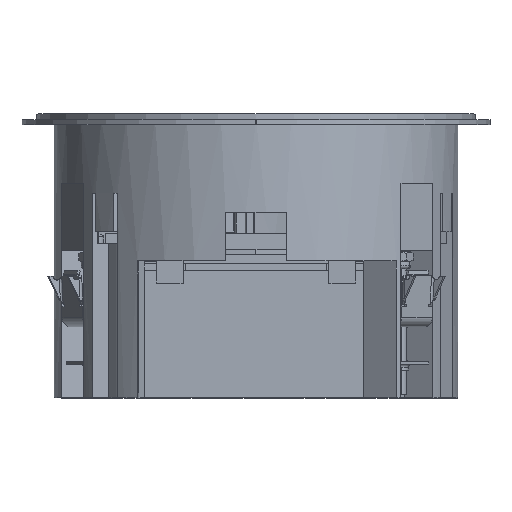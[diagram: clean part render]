
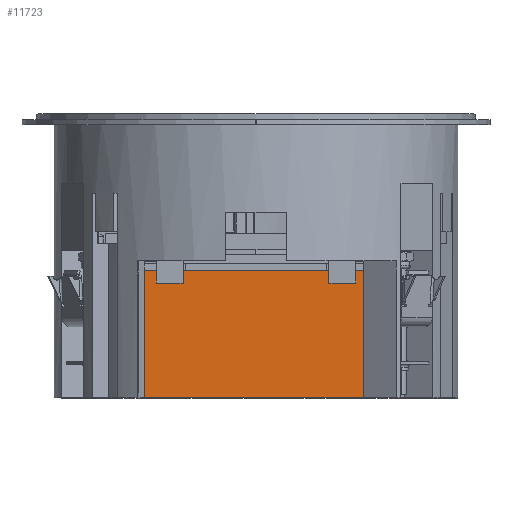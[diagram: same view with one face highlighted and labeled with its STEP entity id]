
A CAD part, top view. The second image highlights one B-rep face of the part: STEP entity #11723.
In plain terms, the highlighted planar face has unit normal (0, 0, 1).
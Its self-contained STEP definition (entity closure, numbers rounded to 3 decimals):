
#461 = LINE ( 'NONE', #14147, #2369 ) ;
#599 = EDGE_CURVE ( 'NONE', #8917, #16089, #1977, .T. ) ;
#1696 = VECTOR ( 'NONE', #17815, 1000. ) ;
#1977 = LINE ( 'NONE', #17675, #1696 ) ;
#2099 = DIRECTION ( 'NONE',  ( 0., -1., 0. ) ) ;
#2369 = VECTOR ( 'NONE', #17532, 1000. ) ;
#3045 = VERTEX_POINT ( 'NONE', #16372 ) ;
#3662 = LINE ( 'NONE', #14040, #14949 ) ;
#3701 = VECTOR ( 'NONE', #20262, 1000. ) ;
#4221 = FACE_OUTER_BOUND ( 'NONE', #6298, .T. ) ;
#4292 = AXIS2_PLACEMENT_3D ( 'NONE', #19664, #9017, #16099 ) ;
#5444 = ORIENTED_EDGE ( 'NONE', *, *, #14304, .F. ) ;
#5711 = EDGE_CURVE ( 'NONE', #13903, #3045, #7993, .T. ) ;
#6298 = EDGE_LOOP ( 'NONE', ( #12176, #5444, #12847, #19739 ) ) ;
#7993 = LINE ( 'NONE', #14968, #3701 ) ;
#8170 = CARTESIAN_POINT ( 'NONE',  ( 44.72, -84.7, 19. ) ) ;
#8917 = VERTEX_POINT ( 'NONE', #13641 ) ;
#9017 = DIRECTION ( 'NONE',  ( 0., 0., -1. ) ) ;
#11723 = ADVANCED_FACE ( 'NONE', ( #4221 ), #16165, .F. ) ;
#11786 = CARTESIAN_POINT ( 'NONE',  ( -43.262, -46.7, 19. ) ) ;
#12176 = ORIENTED_EDGE ( 'NONE', *, *, #599, .T. ) ;
#12847 = ORIENTED_EDGE ( 'NONE', *, *, #5711, .F. ) ;
#13494 = EDGE_CURVE ( 'NONE', #13903, #8917, #3662, .T. ) ;
#13641 = CARTESIAN_POINT ( 'NONE',  ( -43.262, -84.7, 19. ) ) ;
#13903 = VERTEX_POINT ( 'NONE', #11786 ) ;
#14040 = CARTESIAN_POINT ( 'NONE',  ( -43.262, -39.089, 19. ) ) ;
#14147 = CARTESIAN_POINT ( 'NONE',  ( 44.72, -39.089, 19. ) ) ;
#14304 = EDGE_CURVE ( 'NONE', #3045, #16089, #461, .T. ) ;
#14949 = VECTOR ( 'NONE', #2099, 1000. ) ;
#14968 = CARTESIAN_POINT ( 'NONE',  ( 38.856, -46.7, 19. ) ) ;
#16089 = VERTEX_POINT ( 'NONE', #8170 ) ;
#16099 = DIRECTION ( 'NONE',  ( -1., 0., 0. ) ) ;
#16165 = PLANE ( 'NONE',  #4292 ) ;
#16372 = CARTESIAN_POINT ( 'NONE',  ( 44.72, -46.7, 19. ) ) ;
#17532 = DIRECTION ( 'NONE',  ( 0., -1., 0. ) ) ;
#17675 = CARTESIAN_POINT ( 'NONE',  ( -39.835, -84.7, 19. ) ) ;
#17815 = DIRECTION ( 'NONE',  ( 1., 0., 0. ) ) ;
#19664 = CARTESIAN_POINT ( 'NONE',  ( -39.835, 54.03, 19. ) ) ;
#19739 = ORIENTED_EDGE ( 'NONE', *, *, #13494, .T. ) ;
#20262 = DIRECTION ( 'NONE',  ( 1., 0., 0. ) ) ;
